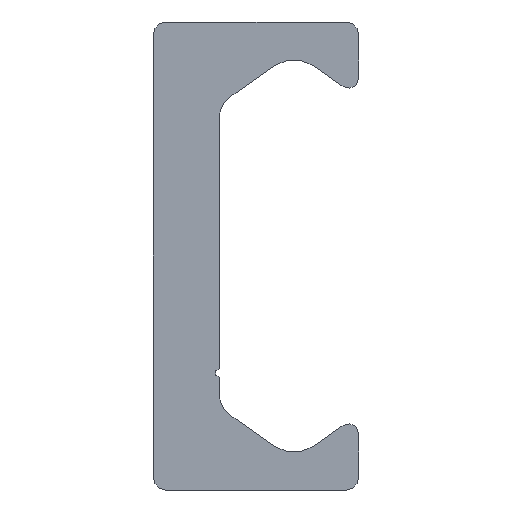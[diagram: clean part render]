
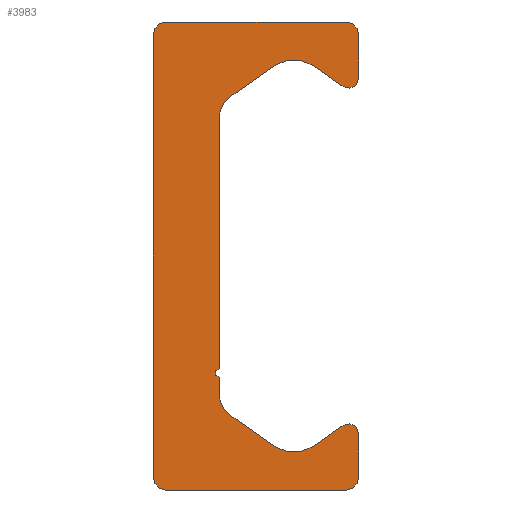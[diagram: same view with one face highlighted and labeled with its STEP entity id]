
A CAD part, left-side view. The second image highlights one B-rep face of the part: STEP entity #3983.
In plain terms, the highlighted planar face has unit normal (-1, 0, 0).
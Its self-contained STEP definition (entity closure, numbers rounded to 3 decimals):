
#3008=CARTESIAN_POINT('',(0.0,5.4,-14.));
#3009=VERTEX_POINT('',#3008);
#3016=CARTESIAN_POINT('',(0.0,6.15,-13.25));
#3017=VERTEX_POINT('',#3016);
#3018=CARTESIAN_POINT('',(0.0,5.4,-13.25));
#3019=DIRECTION('',(1.0,0.0,0.0));
#3020=DIRECTION('',(0.0,0.0,-1.0));
#3021=AXIS2_PLACEMENT_3D('',#3018,#3019,#3020);
#3022=CIRCLE('',#3021,0.75);
#3023=EDGE_CURVE('',#3009,#3017,#3022,.T.);
#3047=CARTESIAN_POINT('',(0.0,-5.4,-14.));
#3048=VERTEX_POINT('',#3047);
#3055=CARTESIAN_POINT('',(0.0,-5.4,-14.));
#3056=DIRECTION('',(0.0,1.0,0.0));
#3057=VECTOR('',#3056,10.8);
#3058=LINE('',#3055,#3057);
#3059=EDGE_CURVE('',#3048,#3009,#3058,.T.);
#3079=CARTESIAN_POINT('',(0.0,-6.15,-13.25));
#3080=VERTEX_POINT('',#3079);
#3087=CARTESIAN_POINT('',(0.0,-5.4,-13.25));
#3088=DIRECTION('',(1.0,0.0,0.0));
#3089=DIRECTION('',(0.0,-1.0,0.0));
#3090=AXIS2_PLACEMENT_3D('',#3087,#3088,#3089);
#3091=CIRCLE('',#3090,0.75);
#3092=EDGE_CURVE('',#3080,#3048,#3091,.T.);
#3111=CARTESIAN_POINT('',(0.0,-6.15,-10.63));
#3112=VERTEX_POINT('',#3111);
#3119=CARTESIAN_POINT('',(0.0,-6.15,-10.63));
#3120=DIRECTION('',(0.0,0.0,-1.0));
#3121=VECTOR('',#3120,2.62);
#3122=LINE('',#3119,#3121);
#3123=EDGE_CURVE('',#3112,#3080,#3122,.T.);
#3143=CARTESIAN_POINT('',(0.0,-5.206,-10.139));
#3144=VERTEX_POINT('',#3143);
#3151=CARTESIAN_POINT('',(0.0,-5.55,-10.63));
#3152=DIRECTION('',(1.0,0.0,0.0));
#3153=DIRECTION('',(0.0,0.574,0.819));
#3154=AXIS2_PLACEMENT_3D('',#3151,#3152,#3153);
#3155=CIRCLE('',#3154,0.6);
#3156=EDGE_CURVE('',#3144,#3112,#3155,.T.);
#3175=CARTESIAN_POINT('',(0.0,-3.417,-11.391));
#3176=VERTEX_POINT('',#3175);
#3183=CARTESIAN_POINT('',(0.0,-3.417,-11.391));
#3184=DIRECTION('',(0.0,-0.819,0.574));
#3185=VECTOR('',#3184,2.184);
#3186=LINE('',#3183,#3185);
#3187=EDGE_CURVE('',#3176,#3144,#3186,.T.);
#3207=CARTESIAN_POINT('',(0.0,-1.123,-11.391));
#3208=VERTEX_POINT('',#3207);
#3215=CARTESIAN_POINT('',(0.0,-2.27,-9.753));
#3216=DIRECTION('',(-1.0,0.0,0.0));
#3217=DIRECTION('',(0.0,0.574,0.819));
#3218=AXIS2_PLACEMENT_3D('',#3215,#3216,#3217);
#3219=CIRCLE('',#3218,2.0);
#3220=EDGE_CURVE('',#3208,#3176,#3219,.T.);
#3239=CARTESIAN_POINT('',(0.0,1.56,-9.512));
#3240=VERTEX_POINT('',#3239);
#3247=CARTESIAN_POINT('',(0.0,1.56,-9.512));
#3248=DIRECTION('',(0.0,-0.819,-0.574));
#3249=VECTOR('',#3248,3.276);
#3250=LINE('',#3247,#3249);
#3251=EDGE_CURVE('',#3240,#3208,#3250,.T.);
#3271=CARTESIAN_POINT('',(0.0,2.2,-8.283));
#3272=VERTEX_POINT('',#3271);
#3279=CARTESIAN_POINT('',(0.0,0.7,-8.283));
#3280=DIRECTION('',(-1.0,0.0,0.0));
#3281=DIRECTION('',(0.0,-0.574,0.819));
#3282=AXIS2_PLACEMENT_3D('',#3279,#3280,#3281);
#3283=CIRCLE('',#3282,1.5);
#3284=EDGE_CURVE('',#3272,#3240,#3283,.T.);
#3303=CARTESIAN_POINT('',(0.0,2.2,-7.25));
#3304=VERTEX_POINT('',#3303);
#3311=CARTESIAN_POINT('',(0.0,2.2,-7.25));
#3312=DIRECTION('',(0.0,0.0,-1.0));
#3313=VECTOR('',#3312,1.033);
#3314=LINE('',#3311,#3313);
#3315=EDGE_CURVE('',#3304,#3272,#3314,.T.);
#3335=CARTESIAN_POINT('',(0.0,2.2,-6.75));
#3336=VERTEX_POINT('',#3335);
#3343=CARTESIAN_POINT('',(0.0,2.2,-7.));
#3344=DIRECTION('',(-1.0,0.0,0.0));
#3345=DIRECTION('',(0.0,0.0,1.0));
#3346=AXIS2_PLACEMENT_3D('',#3343,#3344,#3345);
#3347=CIRCLE('',#3346,0.25);
#3348=EDGE_CURVE('',#3336,#3304,#3347,.T.);
#3367=CARTESIAN_POINT('',(0.0,2.2,8.283));
#3368=VERTEX_POINT('',#3367);
#3375=CARTESIAN_POINT('',(0.0,2.2,8.283));
#3376=DIRECTION('',(0.0,0.0,-1.0));
#3377=VECTOR('',#3376,15.033);
#3378=LINE('',#3375,#3377);
#3379=EDGE_CURVE('',#3368,#3336,#3378,.T.);
#3528=CARTESIAN_POINT('',(0.0,1.56,9.512));
#3529=VERTEX_POINT('',#3528);
#3536=CARTESIAN_POINT('',(0.0,0.7,8.283));
#3537=DIRECTION('',(-1.0,0.0,0.0));
#3538=DIRECTION('',(0.0,-1.0,0.0));
#3539=AXIS2_PLACEMENT_3D('',#3536,#3537,#3538);
#3540=CIRCLE('',#3539,1.5);
#3541=EDGE_CURVE('',#3529,#3368,#3540,.T.);
#3560=CARTESIAN_POINT('',(0.0,-1.123,11.391));
#3561=VERTEX_POINT('',#3560);
#3568=CARTESIAN_POINT('',(0.0,-1.123,11.391));
#3569=DIRECTION('',(0.0,0.819,-0.574));
#3570=VECTOR('',#3569,3.276);
#3571=LINE('',#3568,#3570);
#3572=EDGE_CURVE('',#3561,#3529,#3571,.T.);
#3592=CARTESIAN_POINT('',(0.0,-3.417,11.391));
#3593=VERTEX_POINT('',#3592);
#3600=CARTESIAN_POINT('',(0.0,-2.27,9.753));
#3601=DIRECTION('',(-1.0,0.0,0.0));
#3602=DIRECTION('',(0.0,-0.574,-0.819));
#3603=AXIS2_PLACEMENT_3D('',#3600,#3601,#3602);
#3604=CIRCLE('',#3603,2.0);
#3605=EDGE_CURVE('',#3593,#3561,#3604,.T.);
#3624=CARTESIAN_POINT('',(0.0,-5.206,10.139));
#3625=VERTEX_POINT('',#3624);
#3632=CARTESIAN_POINT('',(0.0,-5.206,10.139));
#3633=DIRECTION('',(0.0,0.819,0.574));
#3634=VECTOR('',#3633,2.184);
#3635=LINE('',#3632,#3634);
#3636=EDGE_CURVE('',#3625,#3593,#3635,.T.);
#3656=CARTESIAN_POINT('',(0.0,-6.15,10.63));
#3657=VERTEX_POINT('',#3656);
#3664=CARTESIAN_POINT('',(0.0,-5.55,10.63));
#3665=DIRECTION('',(1.0,0.0,0.0));
#3666=DIRECTION('',(0.0,-1.0,0.0));
#3667=AXIS2_PLACEMENT_3D('',#3664,#3665,#3666);
#3668=CIRCLE('',#3667,0.6);
#3669=EDGE_CURVE('',#3657,#3625,#3668,.T.);
#3688=CARTESIAN_POINT('',(0.0,-6.15,13.25));
#3689=VERTEX_POINT('',#3688);
#3696=CARTESIAN_POINT('',(0.0,-6.15,13.25));
#3697=DIRECTION('',(0.0,0.0,-1.0));
#3698=VECTOR('',#3697,2.62);
#3699=LINE('',#3696,#3698);
#3700=EDGE_CURVE('',#3689,#3657,#3699,.T.);
#3720=CARTESIAN_POINT('',(0.0,-5.4,14.));
#3721=VERTEX_POINT('',#3720);
#3728=CARTESIAN_POINT('',(0.0,-5.4,13.25));
#3729=DIRECTION('',(1.0,0.0,0.0));
#3730=DIRECTION('',(0.0,0.0,1.0));
#3731=AXIS2_PLACEMENT_3D('',#3728,#3729,#3730);
#3732=CIRCLE('',#3731,0.75);
#3733=EDGE_CURVE('',#3721,#3689,#3732,.T.);
#3752=CARTESIAN_POINT('',(0.0,5.4,14.));
#3753=VERTEX_POINT('',#3752);
#3760=CARTESIAN_POINT('',(0.0,5.4,14.));
#3761=DIRECTION('',(0.0,-1.0,0.0));
#3762=VECTOR('',#3761,10.8);
#3763=LINE('',#3760,#3762);
#3764=EDGE_CURVE('',#3753,#3721,#3763,.T.);
#3784=CARTESIAN_POINT('',(0.0,6.15,13.25));
#3785=VERTEX_POINT('',#3784);
#3792=CARTESIAN_POINT('',(0.0,5.4,13.25));
#3793=DIRECTION('',(1.0,0.0,0.0));
#3794=DIRECTION('',(0.0,1.0,0.0));
#3795=AXIS2_PLACEMENT_3D('',#3792,#3793,#3794);
#3796=CIRCLE('',#3795,0.75);
#3797=EDGE_CURVE('',#3785,#3753,#3796,.T.);
#3815=CARTESIAN_POINT('',(0.0,6.15,-13.25));
#3816=DIRECTION('',(0.0,0.0,1.0));
#3817=VECTOR('',#3816,26.5);
#3818=LINE('',#3815,#3817);
#3819=EDGE_CURVE('',#3017,#3785,#3818,.T.);
#3954=CARTESIAN_POINT('',(0.0,1.352,-0.021));
#3955=DIRECTION('',(1.0,0.0,0.0));
#3956=DIRECTION('',(0.0,0.0,-1.0));
#3957=AXIS2_PLACEMENT_3D('',#3954,#3955,#3956);
#3958=PLANE('',#3957);
#3959=ORIENTED_EDGE('',*,*,#3819,.F.);
#3960=ORIENTED_EDGE('',*,*,#3023,.F.);
#3961=ORIENTED_EDGE('',*,*,#3059,.F.);
#3962=ORIENTED_EDGE('',*,*,#3092,.F.);
#3963=ORIENTED_EDGE('',*,*,#3123,.F.);
#3964=ORIENTED_EDGE('',*,*,#3156,.F.);
#3965=ORIENTED_EDGE('',*,*,#3187,.F.);
#3966=ORIENTED_EDGE('',*,*,#3220,.F.);
#3967=ORIENTED_EDGE('',*,*,#3251,.F.);
#3968=ORIENTED_EDGE('',*,*,#3284,.F.);
#3969=ORIENTED_EDGE('',*,*,#3315,.F.);
#3970=ORIENTED_EDGE('',*,*,#3348,.F.);
#3971=ORIENTED_EDGE('',*,*,#3379,.F.);
#3972=ORIENTED_EDGE('',*,*,#3541,.F.);
#3973=ORIENTED_EDGE('',*,*,#3572,.F.);
#3974=ORIENTED_EDGE('',*,*,#3605,.F.);
#3975=ORIENTED_EDGE('',*,*,#3636,.F.);
#3976=ORIENTED_EDGE('',*,*,#3669,.F.);
#3977=ORIENTED_EDGE('',*,*,#3700,.F.);
#3978=ORIENTED_EDGE('',*,*,#3733,.F.);
#3979=ORIENTED_EDGE('',*,*,#3764,.F.);
#3980=ORIENTED_EDGE('',*,*,#3797,.F.);
#3981=EDGE_LOOP('',(#3959,#3960,#3961,#3962,#3963,#3964,#3965,#3966,#3967,#3968,#3969,#3970,#3971,#3972,#3973,#3974,#3975,#3976,#3977,#3978,#3979,#3980));
#3982=FACE_OUTER_BOUND('',#3981,.T.);
#3983=ADVANCED_FACE('',(#3982),#3958,.F.);
